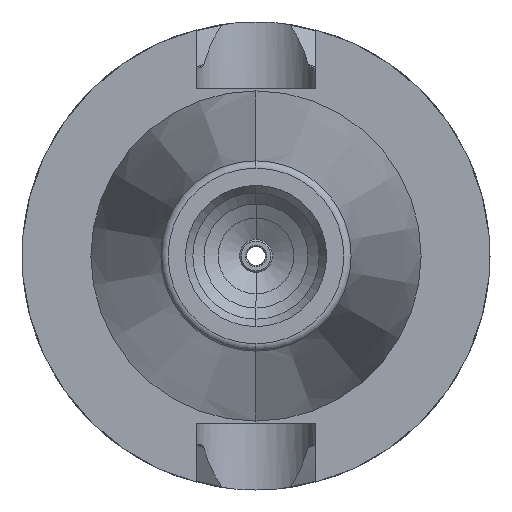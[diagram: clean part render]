
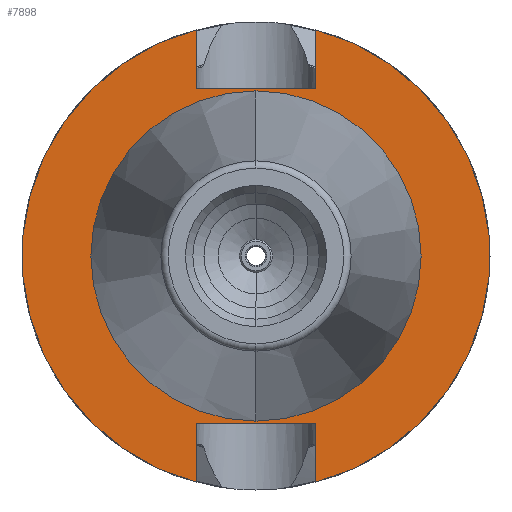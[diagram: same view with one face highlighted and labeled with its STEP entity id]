
A CAD part, left-side view. The second image highlights one B-rep face of the part: STEP entity #7898.
In plain terms, the highlighted planar face has unit normal (-1, 0, 0).
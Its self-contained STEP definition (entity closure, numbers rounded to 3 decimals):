
#48 = DIRECTION ( 'NONE',  ( 1., 0., 0. ) ) ;
#82 = VECTOR ( 'NONE', #1439, 1000. ) ;
#169 = ORIENTED_EDGE ( 'NONE', *, *, #1740, .F. ) ;
#221 = AXIS2_PLACEMENT_3D ( 'NONE', #5701, #9500, #1485 ) ;
#563 = CARTESIAN_POINT ( 'NONE',  ( 2., -8.05, -30.454 ) ) ;
#619 = VERTEX_POINT ( 'NONE', #1070 ) ;
#627 = CARTESIAN_POINT ( 'NONE',  ( 2., -8.05, 30.454 ) ) ;
#635 = DIRECTION ( 'NONE',  ( 0., 0., -1. ) ) ;
#833 = ORIENTED_EDGE ( 'NONE', *, *, #7554, .F. ) ;
#1051 = CIRCLE ( 'NONE', #3931, 21.725 ) ;
#1070 = CARTESIAN_POINT ( 'NONE',  ( 2., 8.05, 22.6 ) ) ;
#1092 = EDGE_CURVE ( 'NONE', #6040, #2414, #6279, .T. ) ;
#1237 = DIRECTION ( 'NONE',  ( 0., 1., 0. ) ) ;
#1328 = DIRECTION ( 'NONE',  ( -1., 0., 0. ) ) ;
#1414 = DIRECTION ( 'NONE',  ( 0., 0., 1. ) ) ;
#1422 = EDGE_LOOP ( 'NONE', ( #9384, #833, #5086, #9428, #7721, #2340, #3162, #169 ) ) ;
#1439 = DIRECTION ( 'NONE',  ( 0., 0., -1. ) ) ;
#1466 = VERTEX_POINT ( 'NONE', #1887 ) ;
#1485 = DIRECTION ( 'NONE',  ( 0., 0., -1. ) ) ;
#1544 = CIRCLE ( 'NONE', #221, 21.725 ) ;
#1740 = EDGE_CURVE ( 'NONE', #6225, #619, #8125, .T. ) ;
#1794 = CARTESIAN_POINT ( 'NONE',  ( 2., 0., 21.725 ) ) ;
#1824 = VECTOR ( 'NONE', #9605, 1000. ) ;
#1887 = CARTESIAN_POINT ( 'NONE',  ( 2., 0., -21.725 ) ) ;
#1902 = AXIS2_PLACEMENT_3D ( 'NONE', #3407, #5704, #9363 ) ;
#1988 = VECTOR ( 'NONE', #1414, 1000. ) ;
#2140 = EDGE_CURVE ( 'NONE', #6225, #6898, #5780, .T. ) ;
#2340 = ORIENTED_EDGE ( 'NONE', *, *, #1092, .F. ) ;
#2414 = VERTEX_POINT ( 'NONE', #6198 ) ;
#2778 = VERTEX_POINT ( 'NONE', #1794 ) ;
#2954 = CARTESIAN_POINT ( 'NONE',  ( 2., 0., 0. ) ) ;
#2956 = AXIS2_PLACEMENT_3D ( 'NONE', #9654, #1328, #3606 ) ;
#3154 = VERTEX_POINT ( 'NONE', #3882 ) ;
#3162 = ORIENTED_EDGE ( 'NONE', *, *, #4959, .F. ) ;
#3225 = CARTESIAN_POINT ( 'NONE',  ( 2., -8.05, 22.6 ) ) ;
#3258 = EDGE_CURVE ( 'NONE', #1466, #2778, #1051, .T. ) ;
#3407 = CARTESIAN_POINT ( 'NONE',  ( 2., 0., 0. ) ) ;
#3410 = ORIENTED_EDGE ( 'NONE', *, *, #3258, .T. ) ;
#3602 = DIRECTION ( 'NONE',  ( 0., 0., 1. ) ) ;
#3606 = DIRECTION ( 'NONE',  ( 0., 0., 1. ) ) ;
#3626 = ORIENTED_EDGE ( 'NONE', *, *, #5070, .T. ) ;
#3803 = VECTOR ( 'NONE', #6075, 1000. ) ;
#3876 = CARTESIAN_POINT ( 'NONE',  ( 2., -8.05, 22.6 ) ) ;
#3882 = CARTESIAN_POINT ( 'NONE',  ( 2., 8.05, -22.6 ) ) ;
#3921 = LINE ( 'NONE', #563, #5956 ) ;
#3931 = AXIS2_PLACEMENT_3D ( 'NONE', #2954, #48, #7562 ) ;
#4184 = FACE_BOUND ( 'NONE', #7192, .T. ) ;
#4242 = CARTESIAN_POINT ( 'NONE',  ( 2., -8.05, -22.6 ) ) ;
#4299 = CARTESIAN_POINT ( 'NONE',  ( 2., 8.05, -30.454 ) ) ;
#4424 = CARTESIAN_POINT ( 'NONE',  ( 2., 8.05, 30.454 ) ) ;
#4587 = CARTESIAN_POINT ( 'NONE',  ( 2., 0., 0. ) ) ;
#4739 = EDGE_CURVE ( 'NONE', #8713, #6672, #3921, .T. ) ;
#4895 = LINE ( 'NONE', #8798, #8613 ) ;
#4959 = EDGE_CURVE ( 'NONE', #619, #6040, #9599, .T. ) ;
#5008 = EDGE_CURVE ( 'NONE', #6672, #3154, #4895, .T. ) ;
#5055 = DIRECTION ( 'NONE',  ( 1., 0., 0. ) ) ;
#5070 = EDGE_CURVE ( 'NONE', #2778, #1466, #1544, .T. ) ;
#5086 = ORIENTED_EDGE ( 'NONE', *, *, #5008, .F. ) ;
#5389 = AXIS2_PLACEMENT_3D ( 'NONE', #4587, #5055, #635 ) ;
#5701 = CARTESIAN_POINT ( 'NONE',  ( 2., 0., 0. ) ) ;
#5704 = DIRECTION ( 'NONE',  ( -1., 0., 0. ) ) ;
#5780 = CIRCLE ( 'NONE', #1902, 31.5 ) ;
#5947 = CARTESIAN_POINT ( 'NONE',  ( 2., 8.05, 30.454 ) ) ;
#5956 = VECTOR ( 'NONE', #3602, 1000. ) ;
#6040 = VERTEX_POINT ( 'NONE', #3876 ) ;
#6075 = DIRECTION ( 'NONE',  ( 0., -1., 0. ) ) ;
#6190 = FACE_OUTER_BOUND ( 'NONE', #1422, .T. ) ;
#6198 = CARTESIAN_POINT ( 'NONE',  ( 2., -8.05, 30.454 ) ) ;
#6225 = VERTEX_POINT ( 'NONE', #5947 ) ;
#6279 = LINE ( 'NONE', #627, #1988 ) ;
#6459 = CIRCLE ( 'NONE', #2956, 31.5 ) ;
#6489 = CARTESIAN_POINT ( 'NONE',  ( 2., 8.05, -30.454 ) ) ;
#6549 = LINE ( 'NONE', #4299, #1824 ) ;
#6672 = VERTEX_POINT ( 'NONE', #4242 ) ;
#6898 = VERTEX_POINT ( 'NONE', #6489 ) ;
#7122 = EDGE_CURVE ( 'NONE', #8713, #2414, #6459, .T. ) ;
#7192 = EDGE_LOOP ( 'NONE', ( #3626, #3410 ) ) ;
#7554 = EDGE_CURVE ( 'NONE', #3154, #6898, #6549, .T. ) ;
#7562 = DIRECTION ( 'NONE',  ( 0., 0., -1. ) ) ;
#7721 = ORIENTED_EDGE ( 'NONE', *, *, #7122, .T. ) ;
#7733 = CARTESIAN_POINT ( 'NONE',  ( 2., -8.05, -30.454 ) ) ;
#7898 = ADVANCED_FACE ( 'NONE', ( #6190, #4184 ), #9076, .F. ) ;
#8125 = LINE ( 'NONE', #4424, #82 ) ;
#8613 = VECTOR ( 'NONE', #1237, 1000. ) ;
#8713 = VERTEX_POINT ( 'NONE', #7733 ) ;
#8798 = CARTESIAN_POINT ( 'NONE',  ( 2., -8.05, -22.6 ) ) ;
#9076 = PLANE ( 'NONE',  #5389 ) ;
#9363 = DIRECTION ( 'NONE',  ( 0., 0., 1. ) ) ;
#9384 = ORIENTED_EDGE ( 'NONE', *, *, #2140, .T. ) ;
#9428 = ORIENTED_EDGE ( 'NONE', *, *, #4739, .F. ) ;
#9500 = DIRECTION ( 'NONE',  ( 1., 0., 0. ) ) ;
#9599 = LINE ( 'NONE', #3225, #3803 ) ;
#9605 = DIRECTION ( 'NONE',  ( 0., 0., -1. ) ) ;
#9654 = CARTESIAN_POINT ( 'NONE',  ( 2., 0., 0. ) ) ;
